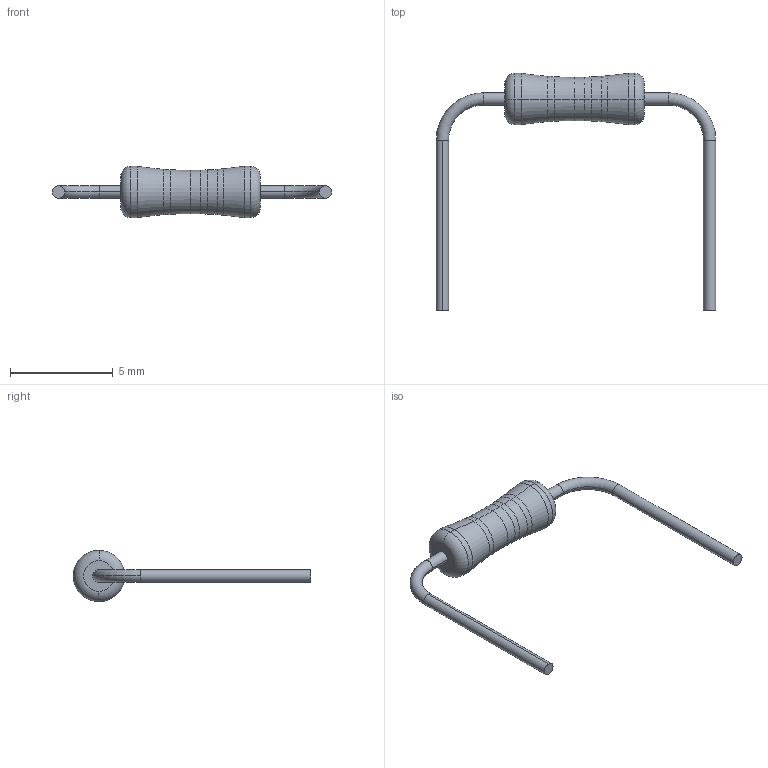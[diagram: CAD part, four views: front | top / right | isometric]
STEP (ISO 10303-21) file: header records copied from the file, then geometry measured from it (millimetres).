
FILE_DESCRIPTION (( 'STEP AP214' ), '1' );
FILE_NAME ('res100k22.STEP', '2024-08-14T20:40:25', ( '' ), ( '' ), 'SwSTEP 2.0', 'SolidWorks 2021', '' );
FILE_SCHEMA (( 'AUTOMOTIVE_DESIGN' ));
Length unit declared in the file: inch
Products named in the file (3): leg.STEP.STEP.STEP.STEP; res100k22; Part7.STEP.STEP.STEP.STEP
Assembly tree (2 placements, depth 2):
  res100k22
    leg.STEP.STEP.STEP.STEP
    Part7.STEP.STEP.STEP.STEP
Bounding box: 13.6 x 11.55 x 2.5 mm (x, y, z)
Volume: 34.7 mm3; surface area: 128.4 mm2
Topology: 2 solids, 2 shells, 40 faces, 80 edges, 44 vertices
Faces by surface type: torus 24, cylinder 12, plane 4
Entity records: 1540 total; most frequent: DIRECTION 238, CARTESIAN_POINT 169, ORIENTED_EDGE 160, AXIS2_PLACEMENT_3D 113, EDGE_CURVE 80, CIRCLE 68, VERTEX_POINT 44, EDGE_LOOP 42
